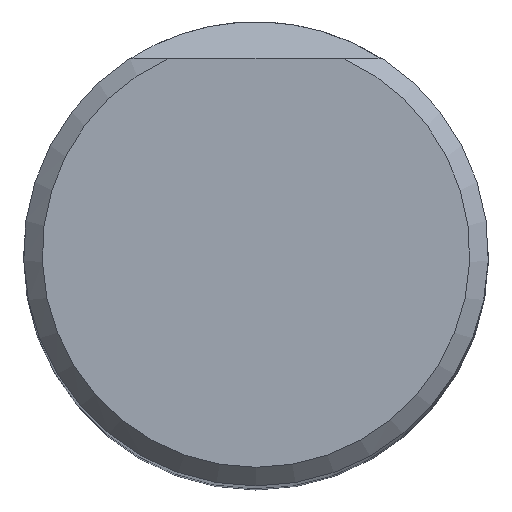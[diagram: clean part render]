
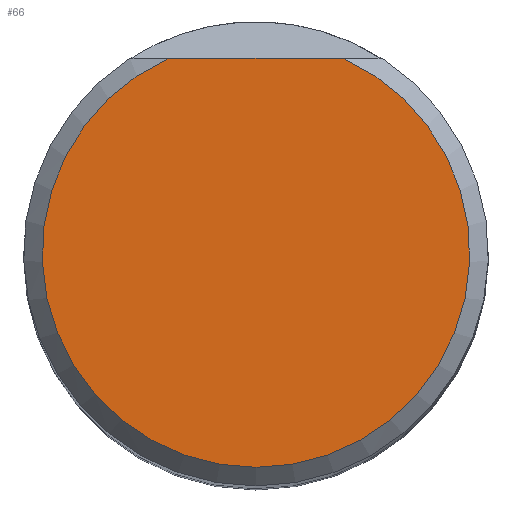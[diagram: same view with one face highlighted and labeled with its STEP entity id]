
A CAD part, top view. The second image highlights one B-rep face of the part: STEP entity #66.
In plain terms, the highlighted planar face has unit normal (0, 0, 1).
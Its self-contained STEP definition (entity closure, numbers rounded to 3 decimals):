
#46=PLANE('',#252);
#55=FACE_OUTER_BOUND('',#90,.T.);
#66=ADVANCED_FACE('',(#55),#46,.F.);
#90=EDGE_LOOP('',(#122,#123));
#106=CIRCLE('',#251,11.5);
#122=ORIENTED_EDGE('',*,*,#174,.F.);
#123=ORIENTED_EDGE('',*,*,#175,.T.);
#160=VERTEX_POINT('',#370);
#161=VERTEX_POINT('',#371);
#174=EDGE_CURVE('',#160,#161,#188,.T.);
#175=EDGE_CURVE('',#160,#161,#106,.T.);
#188=LINE('',#369,#196);
#196=VECTOR('',#291,1.);
#251=AXIS2_PLACEMENT_3D('',#372,#292,#293);
#252=AXIS2_PLACEMENT_3D('',#373,#294,#295);
#291=DIRECTION('',(1.,0.,0.));
#292=DIRECTION('',(0.,0.,1.));
#293=DIRECTION('',(-1.,0.,0.));
#294=DIRECTION('',(0.,0.,-1.));
#295=DIRECTION('',(-1.,0.,0.));
#369=CARTESIAN_POINT('',(0.,10.5,0.));
#370=CARTESIAN_POINT('',(-4.69,10.5,0.));
#371=CARTESIAN_POINT('',(4.69,10.5,0.));
#372=CARTESIAN_POINT('',(0.,0.,0.));
#373=CARTESIAN_POINT('',(0.,12.5,0.));
